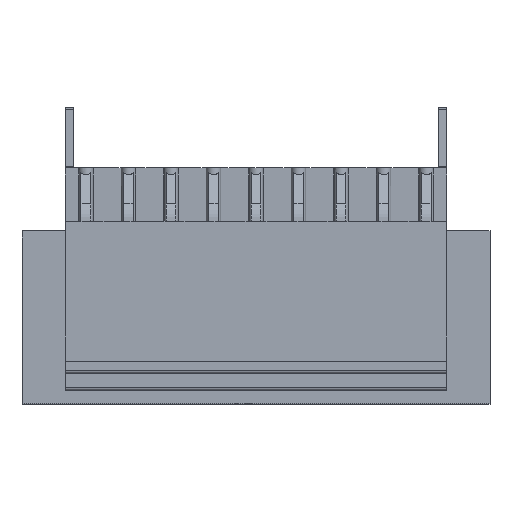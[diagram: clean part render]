
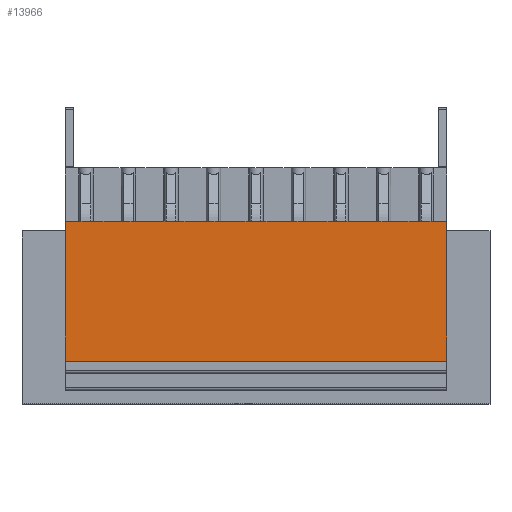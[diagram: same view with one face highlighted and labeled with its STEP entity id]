
A CAD part, top view. The second image highlights one B-rep face of the part: STEP entity #13966.
In plain terms, the highlighted planar face has unit normal (0, 0, 1).
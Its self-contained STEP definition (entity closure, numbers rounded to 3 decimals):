
#13645=AXIS2_PLACEMENT_3D('Plane Axis2P3D',#13642,#13643,#13644) ;
#13642=CARTESIAN_POINT('Axis2P3D Location',(0.,2.5,33.)) ;
#13775=CARTESIAN_POINT('Vertex',(34.95,3.5,33.)) ;
#13778=CARTESIAN_POINT('Line Origine',(19.25,3.5,33.)) ;
#13782=CARTESIAN_POINT('Vertex',(3.55,3.5,33.)) ;
#13797=CARTESIAN_POINT('Line Origine',(34.95,9.25,33.)) ;
#13801=CARTESIAN_POINT('Vertex',(34.95,15.,33.)) ;
#13804=CARTESIAN_POINT('Line Origine',(34.3,15.,33.)) ;
#13808=CARTESIAN_POINT('Vertex',(33.65,15.,33.)) ;
#13811=CARTESIAN_POINT('Line Origine',(33.25,15.,33.)) ;
#13815=CARTESIAN_POINT('Vertex',(32.85,15.,33.)) ;
#13818=CARTESIAN_POINT('Line Origine',(31.5,15.,33.)) ;
#13822=CARTESIAN_POINT('Vertex',(30.15,15.,33.)) ;
#13825=CARTESIAN_POINT('Line Origine',(29.75,15.,33.)) ;
#13829=CARTESIAN_POINT('Vertex',(29.35,15.,33.)) ;
#13832=CARTESIAN_POINT('Line Origine',(28.,15.,33.)) ;
#13836=CARTESIAN_POINT('Vertex',(26.65,15.,33.)) ;
#13839=CARTESIAN_POINT('Line Origine',(26.25,15.,33.)) ;
#13843=CARTESIAN_POINT('Vertex',(25.85,15.,33.)) ;
#13846=CARTESIAN_POINT('Line Origine',(24.5,15.,33.)) ;
#13850=CARTESIAN_POINT('Vertex',(23.15,15.,33.)) ;
#13853=CARTESIAN_POINT('Line Origine',(22.75,15.,33.)) ;
#13857=CARTESIAN_POINT('Vertex',(22.35,15.,33.)) ;
#13860=CARTESIAN_POINT('Line Origine',(21.,15.,33.)) ;
#13864=CARTESIAN_POINT('Vertex',(19.65,15.,33.)) ;
#13867=CARTESIAN_POINT('Line Origine',(19.25,15.,33.)) ;
#13871=CARTESIAN_POINT('Vertex',(18.85,15.,33.)) ;
#13874=CARTESIAN_POINT('Line Origine',(17.5,15.,33.)) ;
#13878=CARTESIAN_POINT('Vertex',(16.15,15.,33.)) ;
#13881=CARTESIAN_POINT('Line Origine',(15.75,15.,33.)) ;
#13885=CARTESIAN_POINT('Vertex',(15.35,15.,33.)) ;
#13888=CARTESIAN_POINT('Line Origine',(14.,15.,33.)) ;
#13892=CARTESIAN_POINT('Vertex',(12.65,15.,33.)) ;
#13895=CARTESIAN_POINT('Line Origine',(12.25,15.,33.)) ;
#13899=CARTESIAN_POINT('Vertex',(11.85,15.,33.)) ;
#13902=CARTESIAN_POINT('Line Origine',(10.5,15.,33.)) ;
#13906=CARTESIAN_POINT('Vertex',(9.15,15.,33.)) ;
#13909=CARTESIAN_POINT('Line Origine',(8.75,15.,33.)) ;
#13913=CARTESIAN_POINT('Vertex',(8.35,15.,33.)) ;
#13916=CARTESIAN_POINT('Line Origine',(7.,15.,33.)) ;
#13920=CARTESIAN_POINT('Vertex',(5.65,15.,33.)) ;
#13923=CARTESIAN_POINT('Line Origine',(5.25,15.,33.)) ;
#13927=CARTESIAN_POINT('Vertex',(4.85,15.,33.)) ;
#13930=CARTESIAN_POINT('Line Origine',(4.2,15.,33.)) ;
#13934=CARTESIAN_POINT('Vertex',(3.55,15.,33.)) ;
#13937=CARTESIAN_POINT('Line Origine',(3.55,9.25,33.)) ;
#13643=DIRECTION('Axis2P3D Direction',(-0.,0.,1.)) ;
#13644=DIRECTION('Axis2P3D XDirection',(0.,-1.,0.)) ;
#13779=DIRECTION('Vector Direction',(1.,0.,0.)) ;
#13798=DIRECTION('Vector Direction',(0.,-1.,0.)) ;
#13805=DIRECTION('Vector Direction',(1.,0.,0.)) ;
#13812=DIRECTION('Vector Direction',(1.,0.,0.)) ;
#13819=DIRECTION('Vector Direction',(1.,0.,0.)) ;
#13826=DIRECTION('Vector Direction',(1.,0.,0.)) ;
#13833=DIRECTION('Vector Direction',(1.,0.,0.)) ;
#13840=DIRECTION('Vector Direction',(1.,0.,0.)) ;
#13847=DIRECTION('Vector Direction',(1.,0.,0.)) ;
#13854=DIRECTION('Vector Direction',(1.,0.,0.)) ;
#13861=DIRECTION('Vector Direction',(1.,0.,0.)) ;
#13868=DIRECTION('Vector Direction',(1.,0.,0.)) ;
#13875=DIRECTION('Vector Direction',(1.,0.,0.)) ;
#13882=DIRECTION('Vector Direction',(1.,0.,0.)) ;
#13889=DIRECTION('Vector Direction',(1.,0.,0.)) ;
#13896=DIRECTION('Vector Direction',(1.,0.,0.)) ;
#13903=DIRECTION('Vector Direction',(1.,0.,0.)) ;
#13910=DIRECTION('Vector Direction',(1.,0.,0.)) ;
#13917=DIRECTION('Vector Direction',(1.,0.,0.)) ;
#13924=DIRECTION('Vector Direction',(1.,0.,0.)) ;
#13931=DIRECTION('Vector Direction',(1.,0.,0.)) ;
#13938=DIRECTION('Vector Direction',(0.,-1.,0.)) ;
#13780=VECTOR('Line Direction',#13779,1.) ;
#13799=VECTOR('Line Direction',#13798,1.) ;
#13806=VECTOR('Line Direction',#13805,1.) ;
#13813=VECTOR('Line Direction',#13812,1.) ;
#13820=VECTOR('Line Direction',#13819,1.) ;
#13827=VECTOR('Line Direction',#13826,1.) ;
#13834=VECTOR('Line Direction',#13833,1.) ;
#13841=VECTOR('Line Direction',#13840,1.) ;
#13848=VECTOR('Line Direction',#13847,1.) ;
#13855=VECTOR('Line Direction',#13854,1.) ;
#13862=VECTOR('Line Direction',#13861,1.) ;
#13869=VECTOR('Line Direction',#13868,1.) ;
#13876=VECTOR('Line Direction',#13875,1.) ;
#13883=VECTOR('Line Direction',#13882,1.) ;
#13890=VECTOR('Line Direction',#13889,1.) ;
#13897=VECTOR('Line Direction',#13896,1.) ;
#13904=VECTOR('Line Direction',#13903,1.) ;
#13911=VECTOR('Line Direction',#13910,1.) ;
#13918=VECTOR('Line Direction',#13917,1.) ;
#13925=VECTOR('Line Direction',#13924,1.) ;
#13932=VECTOR('Line Direction',#13931,1.) ;
#13939=VECTOR('Line Direction',#13938,1.) ;
#13943=ORIENTED_EDGE('',*,*,#13803,.T.) ;
#13944=ORIENTED_EDGE('',*,*,#13810,.F.) ;
#13945=ORIENTED_EDGE('',*,*,#13817,.F.) ;
#13946=ORIENTED_EDGE('',*,*,#13824,.F.) ;
#13947=ORIENTED_EDGE('',*,*,#13831,.F.) ;
#13948=ORIENTED_EDGE('',*,*,#13838,.F.) ;
#13949=ORIENTED_EDGE('',*,*,#13845,.F.) ;
#13950=ORIENTED_EDGE('',*,*,#13852,.F.) ;
#13951=ORIENTED_EDGE('',*,*,#13859,.F.) ;
#13952=ORIENTED_EDGE('',*,*,#13866,.F.) ;
#13953=ORIENTED_EDGE('',*,*,#13873,.F.) ;
#13954=ORIENTED_EDGE('',*,*,#13880,.F.) ;
#13955=ORIENTED_EDGE('',*,*,#13887,.F.) ;
#13956=ORIENTED_EDGE('',*,*,#13894,.F.) ;
#13957=ORIENTED_EDGE('',*,*,#13901,.F.) ;
#13958=ORIENTED_EDGE('',*,*,#13908,.F.) ;
#13959=ORIENTED_EDGE('',*,*,#13915,.F.) ;
#13960=ORIENTED_EDGE('',*,*,#13922,.F.) ;
#13961=ORIENTED_EDGE('',*,*,#13929,.F.) ;
#13962=ORIENTED_EDGE('',*,*,#13936,.F.) ;
#13963=ORIENTED_EDGE('',*,*,#13941,.F.) ;
#13964=ORIENTED_EDGE('',*,*,#13784,.T.) ;
#13966=ADVANCED_FACE('_S2CD-THR 3.5/36/90LF 3.2 SN BK BX 1357990000',(#13965),#13646,.T.) ;
#13784=EDGE_CURVE('',#13783,#13776,#13781,.T.) ;
#13803=EDGE_CURVE('',#13776,#13802,#13800,.F.) ;
#13810=EDGE_CURVE('',#13809,#13802,#13807,.T.) ;
#13817=EDGE_CURVE('',#13816,#13809,#13814,.T.) ;
#13824=EDGE_CURVE('',#13823,#13816,#13821,.T.) ;
#13831=EDGE_CURVE('',#13830,#13823,#13828,.T.) ;
#13838=EDGE_CURVE('',#13837,#13830,#13835,.T.) ;
#13845=EDGE_CURVE('',#13844,#13837,#13842,.T.) ;
#13852=EDGE_CURVE('',#13851,#13844,#13849,.T.) ;
#13859=EDGE_CURVE('',#13858,#13851,#13856,.T.) ;
#13866=EDGE_CURVE('',#13865,#13858,#13863,.T.) ;
#13873=EDGE_CURVE('',#13872,#13865,#13870,.T.) ;
#13880=EDGE_CURVE('',#13879,#13872,#13877,.T.) ;
#13887=EDGE_CURVE('',#13886,#13879,#13884,.T.) ;
#13894=EDGE_CURVE('',#13893,#13886,#13891,.T.) ;
#13901=EDGE_CURVE('',#13900,#13893,#13898,.T.) ;
#13908=EDGE_CURVE('',#13907,#13900,#13905,.T.) ;
#13915=EDGE_CURVE('',#13914,#13907,#13912,.T.) ;
#13922=EDGE_CURVE('',#13921,#13914,#13919,.T.) ;
#13929=EDGE_CURVE('',#13928,#13921,#13926,.T.) ;
#13936=EDGE_CURVE('',#13935,#13928,#13933,.T.) ;
#13941=EDGE_CURVE('',#13783,#13935,#13940,.F.) ;
#13942=EDGE_LOOP('',(#13943,#13944,#13945,#13946,#13947,#13948,#13949,#13950,#13951,#13952,#13953,#13954,#13955,#13956,#13957,#13958,#13959,#13960,#13961,#13962,#13963,#13964)) ;
#13965=FACE_OUTER_BOUND('',#13942,.T.) ;
#13781=LINE('Line',#13778,#13780) ;
#13800=LINE('Line',#13797,#13799) ;
#13807=LINE('Line',#13804,#13806) ;
#13814=LINE('Line',#13811,#13813) ;
#13821=LINE('Line',#13818,#13820) ;
#13828=LINE('Line',#13825,#13827) ;
#13835=LINE('Line',#13832,#13834) ;
#13842=LINE('Line',#13839,#13841) ;
#13849=LINE('Line',#13846,#13848) ;
#13856=LINE('Line',#13853,#13855) ;
#13863=LINE('Line',#13860,#13862) ;
#13870=LINE('Line',#13867,#13869) ;
#13877=LINE('Line',#13874,#13876) ;
#13884=LINE('Line',#13881,#13883) ;
#13891=LINE('Line',#13888,#13890) ;
#13898=LINE('Line',#13895,#13897) ;
#13905=LINE('Line',#13902,#13904) ;
#13912=LINE('Line',#13909,#13911) ;
#13919=LINE('Line',#13916,#13918) ;
#13926=LINE('Line',#13923,#13925) ;
#13933=LINE('Line',#13930,#13932) ;
#13940=LINE('Line',#13937,#13939) ;
#13646=PLANE('',#13645) ;
#13776=VERTEX_POINT('',#13775) ;
#13783=VERTEX_POINT('',#13782) ;
#13802=VERTEX_POINT('',#13801) ;
#13809=VERTEX_POINT('',#13808) ;
#13816=VERTEX_POINT('',#13815) ;
#13823=VERTEX_POINT('',#13822) ;
#13830=VERTEX_POINT('',#13829) ;
#13837=VERTEX_POINT('',#13836) ;
#13844=VERTEX_POINT('',#13843) ;
#13851=VERTEX_POINT('',#13850) ;
#13858=VERTEX_POINT('',#13857) ;
#13865=VERTEX_POINT('',#13864) ;
#13872=VERTEX_POINT('',#13871) ;
#13879=VERTEX_POINT('',#13878) ;
#13886=VERTEX_POINT('',#13885) ;
#13893=VERTEX_POINT('',#13892) ;
#13900=VERTEX_POINT('',#13899) ;
#13907=VERTEX_POINT('',#13906) ;
#13914=VERTEX_POINT('',#13913) ;
#13921=VERTEX_POINT('',#13920) ;
#13928=VERTEX_POINT('',#13927) ;
#13935=VERTEX_POINT('',#13934) ;
